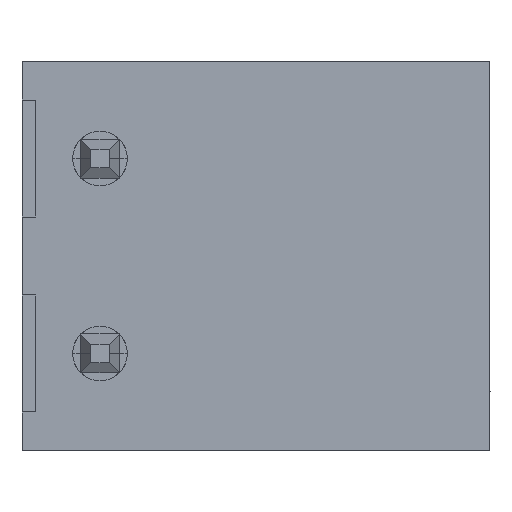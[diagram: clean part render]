
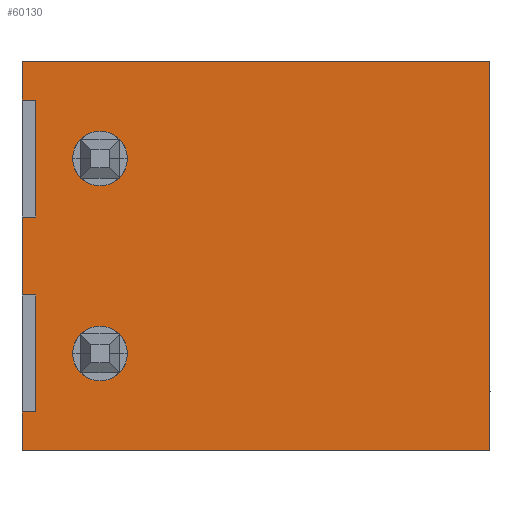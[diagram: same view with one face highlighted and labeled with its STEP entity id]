
A CAD part, front view. The second image highlights one B-rep face of the part: STEP entity #60130.
In plain terms, the highlighted planar face has unit normal (0, -1, 0).
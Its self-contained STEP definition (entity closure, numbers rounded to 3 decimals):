
#280=CARTESIAN_POINT('',(48.627,37.773,
   2.5));
#290=VERTEX_POINT('',#280);
#320=CARTESIAN_POINT('',(0.,37.773,
   2.5));
#330=DIRECTION('',(-1.,0.,
   0.));
#340=VECTOR('',#330,1.);
#350=LINE('',#320,#340);
#360=CARTESIAN_POINT('',(36.627,37.773,
   2.5));
#370=VERTEX_POINT('',#360);
#380=EDGE_CURVE('',#290,#370,#350,.T.);
#5000=CARTESIAN_POINT('',(48.627,37.773,
   -7.5));
#5010=VERTEX_POINT('',#5000);
#5040=CARTESIAN_POINT('',(48.627,37.773,
   0.));
#5050=DIRECTION('',(0.,0.,
   -1.));
#5060=VECTOR('',#5050,1.);
#5070=LINE('',#5040,#5060);
#5080=EDGE_CURVE('',#290,#5010,#5070,.T.);
#5290=CARTESIAN_POINT('',(36.977,37.773,
   -6.5));
#5300=VERTEX_POINT('',#5290);
#5330=CARTESIAN_POINT('',(0.,37.773,
   -6.5));
#5340=DIRECTION('',(1.,0.,
   0.));
#5350=VECTOR('',#5340,1.);
#5360=LINE('',#5330,#5350);
#5370=CARTESIAN_POINT('',(36.627,37.773,
   -6.5));
#5380=VERTEX_POINT('',#5370);
#5390=EDGE_CURVE('',#5380,#5300,#5360,.T.);
#15100=CARTESIAN_POINT('',(36.627,37.773
   ,1.5));
#15110=VERTEX_POINT('',#15100);
#15140=CARTESIAN_POINT('',(0.,37.773
   ,1.5));
#15150=DIRECTION('',(-1.,0.,
   0.));
#15160=VECTOR('',#15150,1.);
#15170=LINE('',#15140,#15160);
#15180=CARTESIAN_POINT('',(36.977,37.773
   ,1.5));
#15190=VERTEX_POINT('',#15180);
#15200=EDGE_CURVE('',#15190,#15110,#15170,.T.);
#21150=CARTESIAN_POINT('',(36.977,37.773
   ,-1.5));
#21160=VERTEX_POINT('',#21150);
#21210=CARTESIAN_POINT('',(36.977,37.773
   ,0.));
#21220=DIRECTION('',(0.,0.,
   -1.));
#21230=VECTOR('',#21220,1.);
#21240=LINE('',#21210,#21230);
#21250=EDGE_CURVE('',#15190,#21160,#21240,.T.);
#23190=CARTESIAN_POINT('',(36.627,37.773
   ,-7.5));
#23200=VERTEX_POINT('',#23190);
#23230=CARTESIAN_POINT('',(0.,37.773
   ,-7.5));
#23240=DIRECTION('',(-1.,0.,
   0.));
#23250=VECTOR('',#23240,1.);
#23260=LINE('',#23230,#23250);
#23270=EDGE_CURVE('',#5010,#23200,#23260,.T.);
#35560=CARTESIAN_POINT('',(39.327,37.773
   ,-5.));
#35570=VERTEX_POINT('',#35560);
#35810=CARTESIAN_POINT('',(37.927,37.773
   ,-5.));
#35820=VERTEX_POINT('',#35810);
#35850=CARTESIAN_POINT('',(38.627,37.773
   ,-5.));
#35860=DIRECTION('',(0.,-1.,
   0.));
#35870=DIRECTION('',(1.,0.,
   0.));
#35880=AXIS2_PLACEMENT_3D('',#35850,#35860,#35870);
#35890=CIRCLE('',#35880,0.7);
#35900=EDGE_CURVE('',#35570,#35820,#35890,.T.);
#49850=CARTESIAN_POINT('',(37.927,37.773
   ,0.));
#49860=VERTEX_POINT('',#49850);
#49890=CARTESIAN_POINT('',(38.627,37.773
   ,0.));
#49900=DIRECTION('',(0.,-1.,
   0.));
#49910=DIRECTION('',(1.,0.,
   0.));
#49920=AXIS2_PLACEMENT_3D('',#49890,#49900,#49910);
#49930=CIRCLE('',#49920,0.7);
#49940=CARTESIAN_POINT('',(39.327,37.773
   ,0.));
#49950=VERTEX_POINT('',#49940);
#49960=EDGE_CURVE('',#49950,#49860,#49930,.T.);
#55490=CARTESIAN_POINT('',(36.627,37.773
   ,0.));
#55500=DIRECTION('',(0.,0.,
   1.));
#55510=VECTOR('',#55500,1.);
#55520=LINE('',#55490,#55510);
#55530=EDGE_CURVE('',#23200,#5380,#55520,.T.);
#55580=CARTESIAN_POINT('',(36.627,37.773
   ,0.));
#55590=DIRECTION('',(0.,0.,
   1.));
#55600=VECTOR('',#55590,1.);
#55610=LINE('',#55580,#55600);
#55620=EDGE_CURVE('',#15110,#370,#55610,.T.);
#55700=CARTESIAN_POINT('',(36.627,37.773
   ,-1.5));
#55710=VERTEX_POINT('',#55700);
#55740=CARTESIAN_POINT('',(36.627,37.773
   ,0.));
#55750=DIRECTION('',(0.,0.,
   1.));
#55760=VECTOR('',#55750,1.);
#55770=LINE('',#55740,#55760);
#55780=CARTESIAN_POINT('',(36.627,37.773
   ,-3.5));
#55790=VERTEX_POINT('',#55780);
#55800=EDGE_CURVE('',#55790,#55710,#55770,.T.);
#56290=CARTESIAN_POINT('',(36.977,37.773
   ,-3.5));
#56300=VERTEX_POINT('',#56290);
#56330=CARTESIAN_POINT('',(36.977,37.773
   ,0.));
#56340=DIRECTION('',(0.,0.,
   -1.));
#56350=VECTOR('',#56340,1.);
#56360=LINE('',#56330,#56350);
#56370=EDGE_CURVE('',#56300,#5300,#56360,.T.);
#59740=CARTESIAN_POINT('',(38.127,37.773
   ,0.));
#59750=DIRECTION('',(0.,-1.,
   0.));
#59760=DIRECTION('',(-1.,0.,
   0.));
#59770=AXIS2_PLACEMENT_3D('',#59740,#59750,#59760);
#59780=PLANE('',#59770);
#59790=ORIENTED_EDGE('',*,*,#49960,.F.);
#59800=EDGE_CURVE('',#49860,#49950,#49930,.T.);
#59810=ORIENTED_EDGE('',*,*,#59800,.F.);
#59820=EDGE_LOOP('',(#59810,#59790));
#59830=FACE_BOUND('',#59820,.T.);
#59840=EDGE_CURVE('',#35820,#35570,#35890,.T.);
#59850=ORIENTED_EDGE('',*,*,#59840,.F.);
#59860=ORIENTED_EDGE('',*,*,#35900,.F.);
#59870=EDGE_LOOP('',(#59860,#59850));
#59880=FACE_BOUND('',#59870,.T.);
#59890=ORIENTED_EDGE('',*,*,#23270,.F.);
#59900=ORIENTED_EDGE('',*,*,#55530,.F.);
#59910=ORIENTED_EDGE('',*,*,#5390,.F.);
#59920=ORIENTED_EDGE('',*,*,#56370,.T.);
#59930=CARTESIAN_POINT('',(0.,37.773
   ,-3.5));
#59940=DIRECTION('',(-1.,0.,
   0.));
#59950=VECTOR('',#59940,1.);
#59960=LINE('',#59930,#59950);
#59970=EDGE_CURVE('',#56300,#55790,#59960,.T.);
#59980=ORIENTED_EDGE('',*,*,#59970,.F.);
#59990=ORIENTED_EDGE('',*,*,#55800,.F.);
#60000=CARTESIAN_POINT('',(0.,37.773
   ,-1.5));
#60010=DIRECTION('',(-1.,0.,
   0.));
#60020=VECTOR('',#60010,1.);
#60030=LINE('',#60000,#60020);
#60040=EDGE_CURVE('',#21160,#55710,#60030,.T.);
#60050=ORIENTED_EDGE('',*,*,#60040,.T.);
#60060=ORIENTED_EDGE('',*,*,#21250,.T.);
#60070=ORIENTED_EDGE('',*,*,#15200,.F.);
#60080=ORIENTED_EDGE('',*,*,#55620,.F.);
#60090=ORIENTED_EDGE('',*,*,#380,.T.);
#60100=ORIENTED_EDGE('',*,*,#5080,.F.);
#60110=EDGE_LOOP('',(#60100,#60090,#60080,#60070,#60060,#60050,#59990,
   #59980,#59920,#59910,#59900,#59890));
#60120=FACE_OUTER_BOUND('',#60110,.T.);
#60130=ADVANCED_FACE('',(#59830,#59880,#60120),#59780,.T.);
